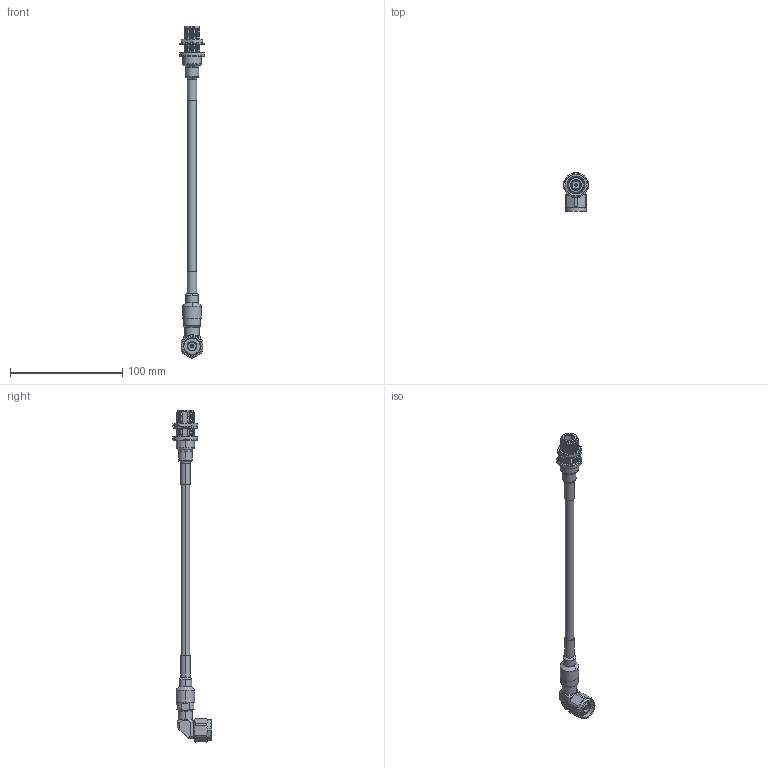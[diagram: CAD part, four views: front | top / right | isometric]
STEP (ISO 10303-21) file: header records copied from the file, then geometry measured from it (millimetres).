
FILE_DESCRIPTION (( 'STEP AP203' ), '1' );
FILE_NAME ('FMCA1279.step', '2019-05-17T14:40:14', ( '' ), ( '' ), 'SwSTEP 2.0', 'SolidWorks 2018', '' );
FILE_SCHEMA (( 'CONFIG_CONTROL_DESIGN' ));
Products named in the file (4): FMCA1279; PE45225-FMCN1186_Heat Shrink; PE44807 ｦ FMCN1180_Heat Shrink; Coax Cable_LL335i
Assembly tree (3 placements, depth 2):
  FMCA1279
    Coax Cable_LL335i
    PE44807 ｦ FMCN1180_Heat Shrink
    PE45225-FMCN1186_Heat Shrink
Bounding box: 22.23 x 34.1 x 295.6 mm (x, y, z)
Volume: 28677.7 mm3; surface area: 15312.4 mm2
Topology: 5 solids, 6 shells, 458 faces, 1273 edges, 844 vertices
Faces by surface type: bspline 179, cylinder 145, plane 77, cone 53, torus 4
Entity records: 109944 total; most frequent: CARTESIAN_POINT 99903, ORIENTED_EDGE 2546, DIRECTION 1399, EDGE_CURVE 1273, VERTEX_POINT 844, AXIS2_PLACEMENT_3D 534, EDGE_LOOP 479, FACE_OUTER_BOUND 458
